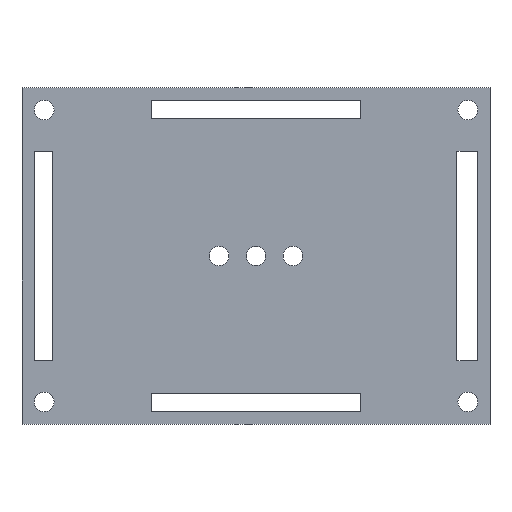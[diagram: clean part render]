
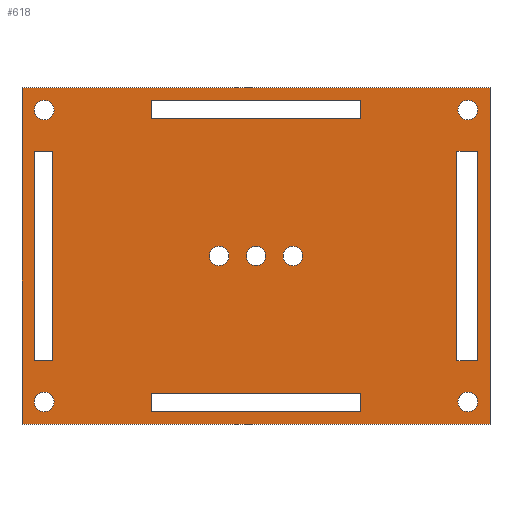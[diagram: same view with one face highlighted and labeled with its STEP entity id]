
A CAD part, top view. The second image highlights one B-rep face of the part: STEP entity #618.
In plain terms, the highlighted planar face has unit normal (0, 0, 1).
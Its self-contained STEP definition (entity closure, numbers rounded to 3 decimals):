
#15=FACE_BOUND('',#116,.T.);
#16=FACE_BOUND('',#117,.T.);
#17=FACE_BOUND('',#118,.T.);
#18=FACE_BOUND('',#119,.T.);
#19=FACE_BOUND('',#120,.T.);
#20=FACE_BOUND('',#121,.T.);
#21=FACE_BOUND('',#122,.T.);
#22=FACE_BOUND('',#123,.T.);
#23=FACE_BOUND('',#124,.T.);
#24=FACE_BOUND('',#125,.T.);
#25=FACE_BOUND('',#126,.T.);
#57=PLANE('',#675);
#86=FACE_OUTER_BOUND('',#115,.T.);
#115=EDGE_LOOP('',(#530,#531,#532,#533));
#116=EDGE_LOOP('',(#534));
#117=EDGE_LOOP('',(#535,#536,#537,#538));
#118=EDGE_LOOP('',(#539,#540,#541,#542));
#119=EDGE_LOOP('',(#543));
#120=EDGE_LOOP('',(#544,#545,#546,#547));
#121=EDGE_LOOP('',(#548,#549,#550,#551));
#122=EDGE_LOOP('',(#552));
#123=EDGE_LOOP('',(#553));
#124=EDGE_LOOP('',(#554));
#125=EDGE_LOOP('',(#555));
#126=EDGE_LOOP('',(#556));
#142=LINE('',#846,#209);
#145=LINE('',#852,#212);
#148=LINE('',#858,#215);
#151=LINE('',#862,#218);
#154=LINE('',#870,#221);
#157=LINE('',#876,#224);
#160=LINE('',#882,#227);
#163=LINE('',#886,#230);
#167=LINE('',#900,#234);
#170=LINE('',#906,#237);
#173=LINE('',#912,#240);
#176=LINE('',#916,#243);
#179=LINE('',#924,#246);
#182=LINE('',#930,#249);
#185=LINE('',#936,#252);
#188=LINE('',#940,#255);
#196=LINE('',#978,#263);
#199=LINE('',#984,#266);
#202=LINE('',#990,#269);
#205=LINE('',#994,#272);
#209=VECTOR('',#690,10.);
#212=VECTOR('',#695,10.);
#215=VECTOR('',#700,10.);
#218=VECTOR('',#705,10.);
#221=VECTOR('',#710,10.);
#224=VECTOR('',#715,10.);
#227=VECTOR('',#720,10.);
#230=VECTOR('',#725,10.);
#234=VECTOR('',#737,10.);
#237=VECTOR('',#742,10.);
#240=VECTOR('',#747,10.);
#243=VECTOR('',#752,10.);
#246=VECTOR('',#757,10.);
#249=VECTOR('',#762,10.);
#252=VECTOR('',#767,10.);
#255=VECTOR('',#772,10.);
#263=VECTOR('',#812,10.);
#266=VECTOR('',#817,10.);
#269=VECTOR('',#822,10.);
#272=VECTOR('',#827,10.);
#273=CIRCLE('',#635,1.6);
#275=CIRCLE('',#646,1.6);
#277=CIRCLE('',#657,1.6);
#279=CIRCLE('',#660,1.6);
#281=CIRCLE('',#663,1.6);
#283=CIRCLE('',#666,1.6);
#285=CIRCLE('',#669,1.6);
#287=VERTEX_POINT('',#834);
#291=VERTEX_POINT('',#843);
#292=VERTEX_POINT('',#845);
#294=VERTEX_POINT('',#851);
#296=VERTEX_POINT('',#857);
#299=VERTEX_POINT('',#867);
#300=VERTEX_POINT('',#869);
#302=VERTEX_POINT('',#875);
#304=VERTEX_POINT('',#881);
#305=VERTEX_POINT('',#888);
#309=VERTEX_POINT('',#897);
#310=VERTEX_POINT('',#899);
#312=VERTEX_POINT('',#905);
#314=VERTEX_POINT('',#911);
#317=VERTEX_POINT('',#921);
#318=VERTEX_POINT('',#923);
#320=VERTEX_POINT('',#929);
#322=VERTEX_POINT('',#935);
#323=VERTEX_POINT('',#942);
#325=VERTEX_POINT('',#948);
#327=VERTEX_POINT('',#954);
#329=VERTEX_POINT('',#960);
#331=VERTEX_POINT('',#966);
#335=VERTEX_POINT('',#975);
#336=VERTEX_POINT('',#977);
#338=VERTEX_POINT('',#983);
#340=VERTEX_POINT('',#989);
#341=EDGE_CURVE('',#287,#287,#273,.T.);
#346=EDGE_CURVE('',#292,#291,#142,.T.);
#349=EDGE_CURVE('',#294,#292,#145,.T.);
#352=EDGE_CURVE('',#296,#294,#148,.T.);
#355=EDGE_CURVE('',#291,#296,#151,.T.);
#358=EDGE_CURVE('',#300,#299,#154,.T.);
#361=EDGE_CURVE('',#302,#300,#157,.T.);
#364=EDGE_CURVE('',#304,#302,#160,.T.);
#367=EDGE_CURVE('',#299,#304,#163,.T.);
#368=EDGE_CURVE('',#305,#305,#275,.T.);
#373=EDGE_CURVE('',#310,#309,#167,.T.);
#376=EDGE_CURVE('',#312,#310,#170,.T.);
#379=EDGE_CURVE('',#314,#312,#173,.T.);
#382=EDGE_CURVE('',#309,#314,#176,.T.);
#385=EDGE_CURVE('',#318,#317,#179,.T.);
#388=EDGE_CURVE('',#320,#318,#182,.T.);
#391=EDGE_CURVE('',#322,#320,#185,.T.);
#394=EDGE_CURVE('',#317,#322,#188,.T.);
#395=EDGE_CURVE('',#323,#323,#277,.T.);
#398=EDGE_CURVE('',#325,#325,#279,.T.);
#401=EDGE_CURVE('',#327,#327,#281,.T.);
#404=EDGE_CURVE('',#329,#329,#283,.T.);
#407=EDGE_CURVE('',#331,#331,#285,.T.);
#412=EDGE_CURVE('',#336,#335,#196,.T.);
#415=EDGE_CURVE('',#338,#336,#199,.T.);
#418=EDGE_CURVE('',#340,#338,#202,.T.);
#421=EDGE_CURVE('',#335,#340,#205,.T.);
#530=ORIENTED_EDGE('',*,*,#421,.T.);
#531=ORIENTED_EDGE('',*,*,#418,.T.);
#532=ORIENTED_EDGE('',*,*,#415,.T.);
#533=ORIENTED_EDGE('',*,*,#412,.T.);
#534=ORIENTED_EDGE('',*,*,#341,.T.);
#535=ORIENTED_EDGE('',*,*,#352,.T.);
#536=ORIENTED_EDGE('',*,*,#349,.T.);
#537=ORIENTED_EDGE('',*,*,#346,.T.);
#538=ORIENTED_EDGE('',*,*,#355,.T.);
#539=ORIENTED_EDGE('',*,*,#364,.T.);
#540=ORIENTED_EDGE('',*,*,#361,.T.);
#541=ORIENTED_EDGE('',*,*,#358,.T.);
#542=ORIENTED_EDGE('',*,*,#367,.T.);
#543=ORIENTED_EDGE('',*,*,#368,.T.);
#544=ORIENTED_EDGE('',*,*,#379,.T.);
#545=ORIENTED_EDGE('',*,*,#376,.T.);
#546=ORIENTED_EDGE('',*,*,#373,.T.);
#547=ORIENTED_EDGE('',*,*,#382,.T.);
#548=ORIENTED_EDGE('',*,*,#391,.T.);
#549=ORIENTED_EDGE('',*,*,#388,.T.);
#550=ORIENTED_EDGE('',*,*,#385,.T.);
#551=ORIENTED_EDGE('',*,*,#394,.T.);
#552=ORIENTED_EDGE('',*,*,#395,.T.);
#553=ORIENTED_EDGE('',*,*,#398,.T.);
#554=ORIENTED_EDGE('',*,*,#401,.T.);
#555=ORIENTED_EDGE('',*,*,#404,.T.);
#556=ORIENTED_EDGE('',*,*,#407,.T.);
#618=ADVANCED_FACE('',(#86,#15,#16,#17,#18,#19,#20,#21,#22,#23,#24,#25),
#57,.T.);
#635=AXIS2_PLACEMENT_3D('',#835,#681,#682);
#646=AXIS2_PLACEMENT_3D('',#889,#728,#729);
#657=AXIS2_PLACEMENT_3D('',#943,#775,#776);
#660=AXIS2_PLACEMENT_3D('',#949,#782,#783);
#663=AXIS2_PLACEMENT_3D('',#955,#789,#790);
#666=AXIS2_PLACEMENT_3D('',#961,#796,#797);
#669=AXIS2_PLACEMENT_3D('',#967,#803,#804);
#675=AXIS2_PLACEMENT_3D('',#995,#828,#829);
#681=DIRECTION('center_axis',(0.,0.,-1.));
#682=DIRECTION('ref_axis',(-1.,0.,0.));
#690=DIRECTION('',(0.,1.,0.));
#695=DIRECTION('',(-1.,0.,0.));
#700=DIRECTION('',(0.,-1.,0.));
#705=DIRECTION('',(1.,0.,0.));
#710=DIRECTION('',(0.,1.,0.));
#715=DIRECTION('',(-1.,0.,0.));
#720=DIRECTION('',(0.,-1.,0.));
#725=DIRECTION('',(1.,0.,0.));
#728=DIRECTION('center_axis',(0.,0.,-1.));
#729=DIRECTION('ref_axis',(-1.,0.,0.));
#737=DIRECTION('',(0.,1.,0.));
#742=DIRECTION('',(-1.,0.,0.));
#747=DIRECTION('',(0.,-1.,0.));
#752=DIRECTION('',(1.,0.,0.));
#757=DIRECTION('',(0.,1.,0.));
#762=DIRECTION('',(-1.,0.,0.));
#767=DIRECTION('',(0.,-1.,0.));
#772=DIRECTION('',(1.,0.,0.));
#775=DIRECTION('center_axis',(0.,0.,-1.));
#776=DIRECTION('ref_axis',(-1.,0.,0.));
#782=DIRECTION('center_axis',(0.,0.,-1.));
#783=DIRECTION('ref_axis',(-1.,0.,0.));
#789=DIRECTION('center_axis',(0.,0.,-1.));
#790=DIRECTION('ref_axis',(-1.,0.,0.));
#796=DIRECTION('center_axis',(0.,0.,-1.));
#797=DIRECTION('ref_axis',(-1.,0.,0.));
#803=DIRECTION('center_axis',(0.,0.,-1.));
#804=DIRECTION('ref_axis',(-1.,0.,0.));
#812=DIRECTION('',(0.,-1.,0.));
#817=DIRECTION('',(-1.,0.,0.));
#822=DIRECTION('',(0.,1.,0.));
#827=DIRECTION('',(1.,0.,0.));
#828=DIRECTION('center_axis',(0.,0.,1.));
#829=DIRECTION('ref_axis',(1.,0.,0.));
#834=CARTESIAN_POINT('',(45.6,-27.3,3.));
#835=CARTESIAN_POINT('Origin',(44.,-27.3,3.));
#843=CARTESIAN_POINT('',(21.,-2.,3.));
#845=CARTESIAN_POINT('',(21.,-5.,3.));
#846=CARTESIAN_POINT('',(21.,-16.15,3.));
#851=CARTESIAN_POINT('',(55.,-5.,3.));
#852=CARTESIAN_POINT('',(46.5,-5.,3.));
#857=CARTESIAN_POINT('',(55.,-2.,3.));
#858=CARTESIAN_POINT('',(55.,-14.65,3.));
#862=CARTESIAN_POINT('',(29.5,-2.,3.));
#867=CARTESIAN_POINT('',(70.625,-10.3,3.));
#869=CARTESIAN_POINT('',(70.625,-44.3,3.));
#870=CARTESIAN_POINT('',(70.625,-35.8,3.));
#875=CARTESIAN_POINT('',(74.,-44.3,3.));
#876=CARTESIAN_POINT('',(56.,-44.3,3.));
#881=CARTESIAN_POINT('',(74.,-10.3,3.));
#882=CARTESIAN_POINT('',(74.,-18.8,3.));
#886=CARTESIAN_POINT('',(54.313,-10.3,3.));
#888=CARTESIAN_POINT('',(39.6,-27.3,3.));
#889=CARTESIAN_POINT('Origin',(38.,-27.3,3.));
#897=CARTESIAN_POINT('',(2.,-10.3,3.));
#899=CARTESIAN_POINT('',(2.,-44.3,3.));
#900=CARTESIAN_POINT('',(2.,-35.8,3.));
#905=CARTESIAN_POINT('',(5.,-44.3,3.));
#906=CARTESIAN_POINT('',(21.5,-44.3,3.));
#911=CARTESIAN_POINT('',(5.,-10.3,3.));
#912=CARTESIAN_POINT('',(5.,-18.8,3.));
#916=CARTESIAN_POINT('',(20.,-10.3,3.));
#921=CARTESIAN_POINT('',(21.,-49.6,3.));
#923=CARTESIAN_POINT('',(21.,-52.6,3.));
#924=CARTESIAN_POINT('',(21.,-39.95,3.));
#929=CARTESIAN_POINT('',(55.,-52.6,3.));
#930=CARTESIAN_POINT('',(46.5,-52.6,3.));
#935=CARTESIAN_POINT('',(55.,-49.6,3.));
#936=CARTESIAN_POINT('',(55.,-38.45,3.));
#940=CARTESIAN_POINT('',(29.5,-49.6,3.));
#942=CARTESIAN_POINT('',(33.6,-27.3,3.));
#943=CARTESIAN_POINT('Origin',(32.,-27.3,3.));
#948=CARTESIAN_POINT('',(74.,-3.6,3.));
#949=CARTESIAN_POINT('Origin',(72.4,-3.6,3.));
#954=CARTESIAN_POINT('',(74.,-51.,3.));
#955=CARTESIAN_POINT('Origin',(72.4,-51.,3.));
#960=CARTESIAN_POINT('',(5.2,-3.6,3.));
#961=CARTESIAN_POINT('Origin',(3.6,-3.6,3.));
#966=CARTESIAN_POINT('',(5.2,-51.,3.));
#967=CARTESIAN_POINT('Origin',(3.6,-51.,3.));
#975=CARTESIAN_POINT('',(0.,-54.6,3.));
#977=CARTESIAN_POINT('',(0.,0.,3.));
#978=CARTESIAN_POINT('',(0.,-54.6,3.));
#983=CARTESIAN_POINT('',(76.,0.,3.));
#984=CARTESIAN_POINT('',(0.,0.,3.));
#989=CARTESIAN_POINT('',(76.,-54.6,3.));
#990=CARTESIAN_POINT('',(76.,0.,3.));
#994=CARTESIAN_POINT('',(76.,-54.6,3.));
#995=CARTESIAN_POINT('Origin',(38.,-27.3,3.));
